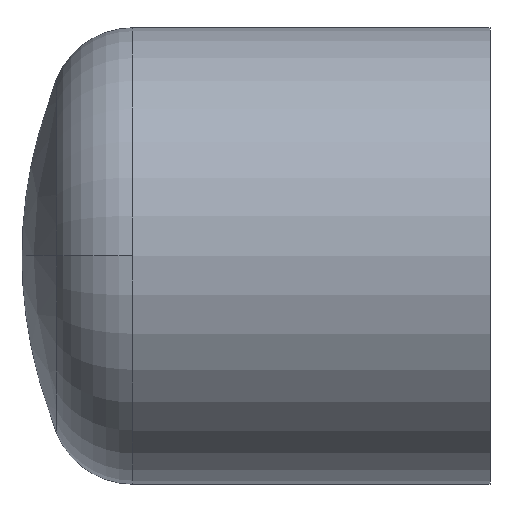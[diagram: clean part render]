
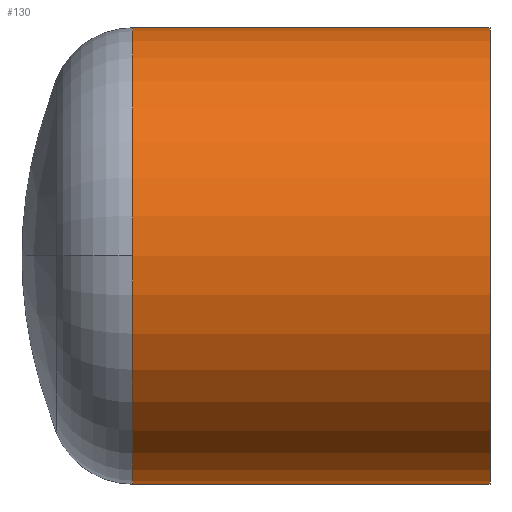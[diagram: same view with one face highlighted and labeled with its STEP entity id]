
A CAD part, top view. The second image highlights one B-rep face of the part: STEP entity #130.
In plain terms, the highlighted cylindrical face has radius 70 mm (diameter 140 mm), a partial arc.
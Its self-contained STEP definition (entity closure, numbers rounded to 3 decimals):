
#90 = VERTEX_POINT( '', #226 );
#102 = EDGE_CURVE( '', #144, #110, #238, .T. );
#106 = EDGE_CURVE( '', #110, #90, #242, .T. );
#110 = VERTEX_POINT( '', #247 );
#130 = ADVANCED_FACE( '', ( #269 ), #270, .T. );
#134 = EDGE_CURVE( '', #144, #136, #275, .T. );
#136 = VERTEX_POINT( '', #277 );
#144 = VERTEX_POINT( '', #287 );
#150 = EDGE_CURVE( '', #136, #170, #293, .T. );
#170 = VERTEX_POINT( '', #314 );
#194 = EDGE_CURVE( '', #90, #170, #342, .T. );
#226 = CARTESIAN_POINT( '', ( 0., 70., 0. ) );
#238 = LINE( '', #384, #385 );
#242 = CIRCLE( '', #391, 70. );
#247 = CARTESIAN_POINT( '', ( 0., -70., 0. ) );
#269 = FACE_OUTER_BOUND( '', #423, .T. );
#270 = CYLINDRICAL_SURFACE( '', #424, 70. );
#275 = CIRCLE( '', #430, 70. );
#277 = CARTESIAN_POINT( '', ( -109.565, 0., 70. ) );
#287 = CARTESIAN_POINT( '', ( -109.565, -70., 0. ) );
#293 = CIRCLE( '', #453, 70. );
#314 = CARTESIAN_POINT( '', ( -109.565, 70., 0. ) );
#342 = LINE( '', #512, #513 );
#384 = CARTESIAN_POINT( '', ( -54.783, -70., 0. ) );
#385 = VECTOR( '', #540, 1. );
#391 = AXIS2_PLACEMENT_3D( '', #544, #545, #546 );
#423 = EDGE_LOOP( '', ( #584, #585, #586, #587, #588 ) );
#424 = AXIS2_PLACEMENT_3D( '', #589, #590, #591 );
#430 = AXIS2_PLACEMENT_3D( '', #601, #602, #603 );
#453 = AXIS2_PLACEMENT_3D( '', #624, #625, #626 );
#512 = CARTESIAN_POINT( '', ( -54.783, 70., 0. ) );
#513 = VECTOR( '', #690, 1. );
#540 = DIRECTION( '', ( 1., 0., 0. ) );
#544 = CARTESIAN_POINT( '', ( 0., 0., 0. ) );
#545 = DIRECTION( '', ( -1., 0., 0. ) );
#546 = DIRECTION( '', ( 0., 1., 0. ) );
#584 = ORIENTED_EDGE( '', *, *, #194, .T. );
#585 = ORIENTED_EDGE( '', *, *, #150, .F. );
#586 = ORIENTED_EDGE( '', *, *, #134, .F. );
#587 = ORIENTED_EDGE( '', *, *, #102, .T. );
#588 = ORIENTED_EDGE( '', *, *, #106, .T. );
#589 = CARTESIAN_POINT( '', ( -54.783, 0., 0. ) );
#590 = DIRECTION( '', ( 1., 0., 0. ) );
#591 = DIRECTION( '', ( 0., 1., 0. ) );
#601 = CARTESIAN_POINT( '', ( -109.565, 0., 0. ) );
#602 = DIRECTION( '', ( -1., 0., 0. ) );
#603 = DIRECTION( '', ( 0., 1., 0. ) );
#624 = CARTESIAN_POINT( '', ( -109.565, 0., 0. ) );
#625 = DIRECTION( '', ( -1., 0., 0. ) );
#626 = DIRECTION( '', ( 0., 1., 0. ) );
#690 = DIRECTION( '', ( -1., 0., 0. ) );
